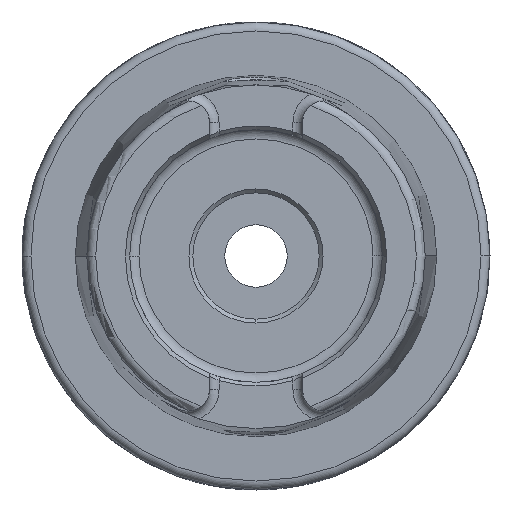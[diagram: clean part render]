
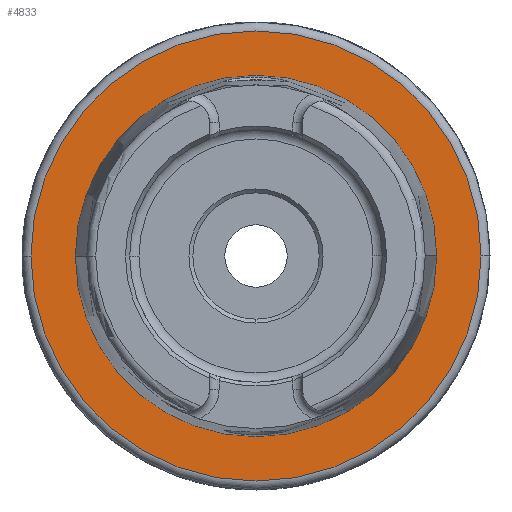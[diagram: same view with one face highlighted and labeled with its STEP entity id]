
A CAD part, left-side view. The second image highlights one B-rep face of the part: STEP entity #4833.
In plain terms, the highlighted planar face has unit normal (-1, 0, 0).
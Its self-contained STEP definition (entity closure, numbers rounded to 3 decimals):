
#25 = ORIENTED_EDGE ( 'NONE', *, *, #2491, .F. ) ;
#172 = CARTESIAN_POINT ( 'NONE',  ( 0., -24.321, 0. ) ) ;
#194 = ORIENTED_EDGE ( 'NONE', *, *, #6190, .T. ) ;
#198 = PLANE ( 'NONE',  #4747 ) ;
#254 = DIRECTION ( 'NONE',  ( 0., 1., 0. ) ) ;
#391 = DIRECTION ( 'NONE',  ( 1., 0., 0. ) ) ;
#457 = CARTESIAN_POINT ( 'NONE',  ( 0., -30.3, 0. ) ) ;
#537 = DIRECTION ( 'NONE',  ( 1., 0., 0. ) ) ;
#809 = AXIS2_PLACEMENT_3D ( 'NONE', #6562, #1855, #1349 ) ;
#979 = DIRECTION ( 'NONE',  ( -1., 0., 0. ) ) ;
#999 = AXIS2_PLACEMENT_3D ( 'NONE', #1426, #391, #6067 ) ;
#1025 = ORIENTED_EDGE ( 'NONE', *, *, #3239, .F. ) ;
#1349 = DIRECTION ( 'NONE',  ( 0., 1., 0. ) ) ;
#1426 = CARTESIAN_POINT ( 'NONE',  ( 0., 0., 0. ) ) ;
#1674 = AXIS2_PLACEMENT_3D ( 'NONE', #6223, #537, #6666 ) ;
#1713 = VERTEX_POINT ( 'NONE', #172 ) ;
#1855 = DIRECTION ( 'NONE',  ( 1., 0., 0. ) ) ;
#1897 = CIRCLE ( 'NONE', #809, 24.321 ) ;
#2440 = CIRCLE ( 'NONE', #1674, 30.3 ) ;
#2491 = EDGE_CURVE ( 'NONE', #4437, #5049, #2440, .T. ) ;
#2655 = EDGE_CURVE ( 'NONE', #4564, #1713, #1897, .T. ) ;
#2891 = CARTESIAN_POINT ( 'NONE',  ( 0., 0., 0. ) ) ;
#3053 = EDGE_LOOP ( 'NONE', ( #6312, #194 ) ) ;
#3239 = EDGE_CURVE ( 'NONE', #5049, #4437, #4401, .T. ) ;
#4253 = CARTESIAN_POINT ( 'NONE',  ( 0., 30.3, 0. ) ) ;
#4401 = CIRCLE ( 'NONE', #5280, 30.3 ) ;
#4437 = VERTEX_POINT ( 'NONE', #457 ) ;
#4564 = VERTEX_POINT ( 'NONE', #5131 ) ;
#4747 = AXIS2_PLACEMENT_3D ( 'NONE', #5631, #979, #5057 ) ;
#4833 = ADVANCED_FACE ( 'NONE', ( #5365, #4855 ), #198, .T. ) ;
#4855 = FACE_OUTER_BOUND ( 'NONE', #5015, .T. ) ;
#4982 = DIRECTION ( 'NONE',  ( 1., 0., 0. ) ) ;
#5015 = EDGE_LOOP ( 'NONE', ( #1025, #25 ) ) ;
#5049 = VERTEX_POINT ( 'NONE', #4253 ) ;
#5057 = DIRECTION ( 'NONE',  ( 0., -1., 0. ) ) ;
#5131 = CARTESIAN_POINT ( 'NONE',  ( 0., 24.321, 0. ) ) ;
#5280 = AXIS2_PLACEMENT_3D ( 'NONE', #2891, #4982, #254 ) ;
#5365 = FACE_BOUND ( 'NONE', #3053, .T. ) ;
#5631 = CARTESIAN_POINT ( 'NONE',  ( 0., 24.321, 0. ) ) ;
#5997 = CIRCLE ( 'NONE', #999, 24.321 ) ;
#6067 = DIRECTION ( 'NONE',  ( 0., 1., 0. ) ) ;
#6190 = EDGE_CURVE ( 'NONE', #1713, #4564, #5997, .T. ) ;
#6223 = CARTESIAN_POINT ( 'NONE',  ( 0., 0., 0. ) ) ;
#6312 = ORIENTED_EDGE ( 'NONE', *, *, #2655, .T. ) ;
#6562 = CARTESIAN_POINT ( 'NONE',  ( 0., 0., 0. ) ) ;
#6666 = DIRECTION ( 'NONE',  ( 0., 1., 0. ) ) ;
